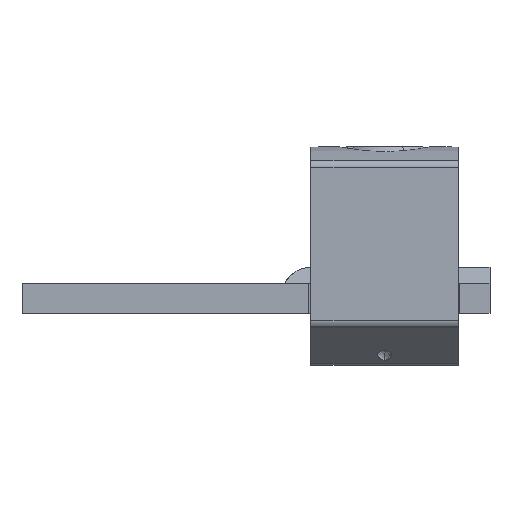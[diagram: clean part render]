
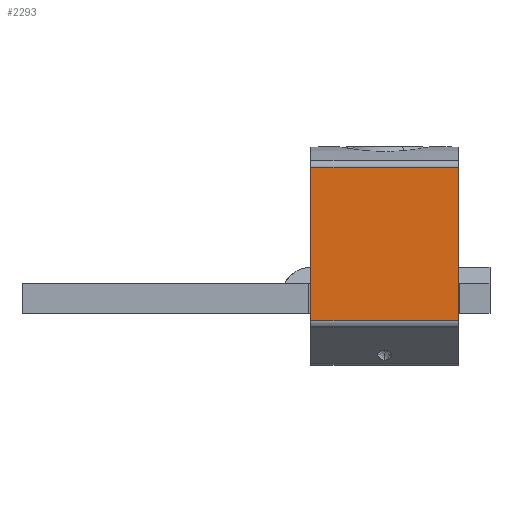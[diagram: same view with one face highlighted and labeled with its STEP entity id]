
A CAD part, top view. The second image highlights one B-rep face of the part: STEP entity #2293.
In plain terms, the highlighted planar face has unit normal (0, 0, 1).
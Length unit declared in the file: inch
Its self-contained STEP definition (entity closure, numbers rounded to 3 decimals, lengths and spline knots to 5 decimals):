
#114 = VERTEX_POINT ( 'NONE', #4185 ) ;
#179 = VERTEX_POINT ( 'NONE', #4121 ) ;
#180 = VERTEX_POINT ( 'NONE', #4120 ) ;
#187 = VERTEX_POINT ( 'NONE', #4113 ) ;
#525 = AXIS2_PLACEMENT_3D ( 'NONE', #1571, #1570, #1569 ) ;
#639 = VECTOR ( 'NONE', #1456, 39.37008 ) ;
#641 = VECTOR ( 'NONE', #1448, 39.37008 ) ;
#644 = VECTOR ( 'NONE', #1406, 39.37008 ) ;
#706 = VECTOR ( 'NONE', #1093, 39.37008 ) ;
#1093 = DIRECTION ( 'NONE',  ( 1., 0., 0. ) ) ;
#1094 = CARTESIAN_POINT ( 'NONE',  ( -0.09872, 0.85305, 0.10746 ) ) ;
#1406 = DIRECTION ( 'NONE',  ( 0., -1., 0. ) ) ;
#1407 = CARTESIAN_POINT ( 'NONE',  ( -0.40372, 1.17118, 0.10746 ) ) ;
#1448 = DIRECTION ( 'NONE',  ( 0., 1., 0. ) ) ;
#1449 = CARTESIAN_POINT ( 'NONE',  ( 0.20628, 1.17118, 0.10746 ) ) ;
#1456 = DIRECTION ( 'NONE',  ( -1., 0., 0. ) ) ;
#1457 = CARTESIAN_POINT ( 'NONE',  ( -0.09872, 1.48931, 0.10746 ) ) ;
#1569 = DIRECTION ( 'NONE',  ( 1., 0., 0. ) ) ;
#1570 = DIRECTION ( 'NONE',  ( 0., 0., 1. ) ) ;
#1571 = CARTESIAN_POINT ( 'NONE',  ( -0.40372, 0.85305, 0.10746 ) ) ;
#1659 = PLANE ( 'NONE',  #525 ) ;
#2293 = ADVANCED_FACE ( 'NONE', ( #3774 ), #1659, .T. ) ;
#3166 = EDGE_LOOP ( 'NONE', ( #3307, #3592, #3181, #3167 ) ) ;
#3167 = ORIENTED_EDGE ( 'NONE', *, *, #5133, .T. ) ;
#3181 = ORIENTED_EDGE ( 'NONE', *, *, #5056, .T. ) ;
#3307 = ORIENTED_EDGE ( 'NONE', *, *, #5051, .T. ) ;
#3592 = ORIENTED_EDGE ( 'NONE', *, *, #5049, .T. ) ;
#3727 = LINE ( 'NONE', #1094, #706 ) ;
#3774 = FACE_OUTER_BOUND ( 'NONE', #3166, .T. ) ;
#3801 = LINE ( 'NONE', #1449, #641 ) ;
#3804 = LINE ( 'NONE', #1457, #639 ) ;
#3828 = LINE ( 'NONE', #1407, #644 ) ;
#4113 = CARTESIAN_POINT ( 'NONE',  ( -0.40372, 1.48931, 0.10746 ) ) ;
#4120 = CARTESIAN_POINT ( 'NONE',  ( 0.20628, 0.85305, 0.10746 ) ) ;
#4121 = CARTESIAN_POINT ( 'NONE',  ( 0.20628, 1.48931, 0.10746 ) ) ;
#4185 = CARTESIAN_POINT ( 'NONE',  ( -0.40372, 0.85305, 0.10746 ) ) ;
#5049 = EDGE_CURVE ( 'NONE', #179, #187, #3804, .T. ) ;
#5051 = EDGE_CURVE ( 'NONE', #180, #179, #3801, .T. ) ;
#5056 = EDGE_CURVE ( 'NONE', #187, #114, #3828, .T. ) ;
#5133 = EDGE_CURVE ( 'NONE', #114, #180, #3727, .T. ) ;
